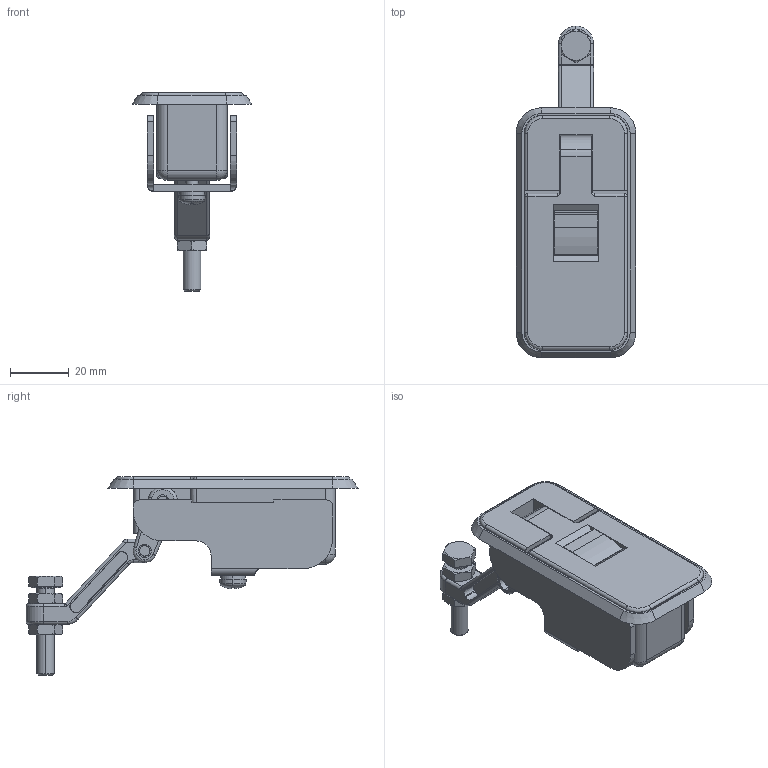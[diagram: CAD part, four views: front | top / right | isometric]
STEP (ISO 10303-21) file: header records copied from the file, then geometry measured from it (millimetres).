
FILE_DESCRIPTION (( 'STEP AP203' ), '1' );
FILE_NAME ('A-309-2D-2-SP.STEP', '2019-11-05T04:40:16', ( '' ), ( '' ), 'SwSTEP 2.0', 'SolidWorks 2014', '' );
FILE_SCHEMA (( 'CONFIG_CONTROL_DESIGN' ));
Length unit declared in the file: millimetre
Products named in the file (11): A-309-2D取付板_; A-309-2D僴儞僪儖__A-309-2-1-SP; 十字穴付小ねじ_内径基準ver1.02_M5×12十字穴付なべ小ねじ SWシングルセムス; A-309-2DアームＡ_; M6ボルト_M6×30; A-309-2Dボタン_; A-309-2D-2-SP; A-309-2DアームC_; A-309-2D本体_; 六角ナットM6 3種; A-309-2Dパッキン_
Assembly tree (11 placements, depth 2):
  A-309-2D-2-SP
    A-309-2D本体_
    A-309-2D僴儞僪儖__A-309-2-1-SP
    A-309-2Dボタン_
    A-309-2Dパッキン_
    A-309-2DアームＡ_
    A-309-2DアームC_
    A-309-2D取付板_
    M6ボルト_M6×30
    六角ナットM6 3種  x2
    十字穴付小ねじ_内径基準ver1.02_M5×12十字穴付なべ小ねじ SWシングルセムス
Bounding box: 41 x 113.5 x 68 mm (x, y, z)
Volume: 36840 mm3; surface area: 40546 mm2
Topology: 12 solids, 12 shells, 660 faces, 1663 edges, 1028 vertices
Faces by surface type: plane 316, cylinder 235, torus 47, cone 35, bspline 15, sphere 12
Entity records: 21092 total; most frequent: CARTESIAN_POINT 4253, DIRECTION 3398, ORIENTED_EDGE 3226, EDGE_CURVE 1613, AXIS2_PLACEMENT_3D 1237, VERTEX_POINT 1004, LINE 924, VECTOR 924
